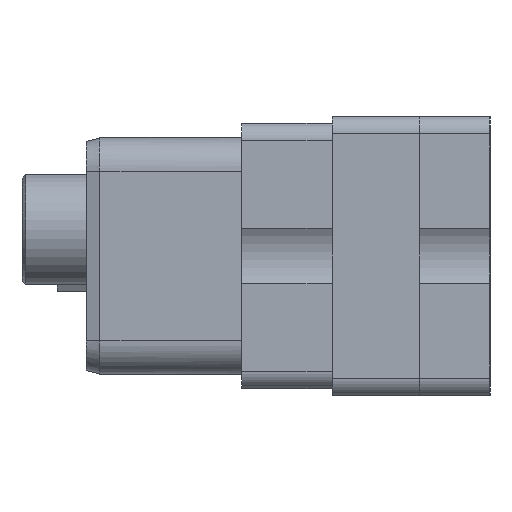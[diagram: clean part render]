
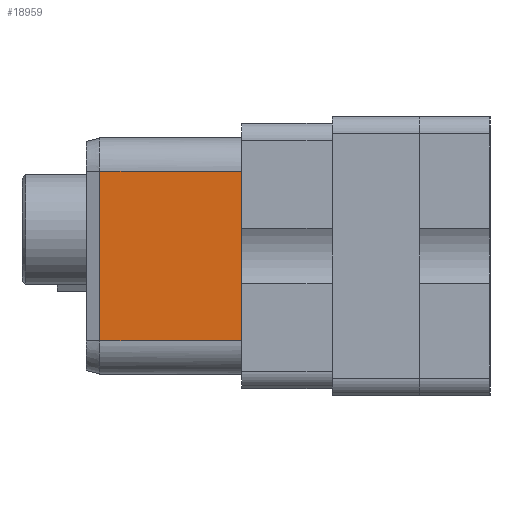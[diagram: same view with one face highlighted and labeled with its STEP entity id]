
A CAD part, left-side view. The second image highlights one B-rep face of the part: STEP entity #18959.
In plain terms, the highlighted planar face has unit normal (-1, 0.011, 0).
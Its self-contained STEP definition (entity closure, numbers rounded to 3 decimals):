
#2846=DIRECTION('',(-0.011,-1.,0.));
#2847=VECTOR('',#2846,8.075);
#2848=CARTESIAN_POINT('',(-36.079,8.09,-4.825));
#2849=LINE('',#2848,#2847);
#2878=CARTESIAN_POINT('',(-36.17,0.015,-4.825));
#2880=DIRECTION('',(0.,0.,1.));
#2881=VECTOR('',#2880,9.65);
#2882=CARTESIAN_POINT('',(-36.079,8.09,-4.825));
#2883=LINE('',#2882,#2881);
#2884=DIRECTION('',(-0.011,-1.,0.));
#2885=VECTOR('',#2884,8.075);
#2886=CARTESIAN_POINT('',(-36.079,8.09,4.825));
#2887=LINE('',#2886,#2885);
#2978=CARTESIAN_POINT('',(-36.17,0.015,4.825));
#3027=DIRECTION('',(0.,0.,1.));
#3028=VECTOR('',#3027,9.65);
#3029=CARTESIAN_POINT('',(-36.17,0.015,-4.825));
#3030=LINE('',#3029,#3028);
#13482=VERTEX_POINT('',#2878);
#13484=VERTEX_POINT('',#2978);
#13503=CARTESIAN_POINT('',(-36.079,8.09,-4.825));
#13504=VERTEX_POINT('',#13503);
#13505=CARTESIAN_POINT('',(-36.079,8.09,4.825));
#13506=VERTEX_POINT('',#13505);
#18946=CARTESIAN_POINT('',(-36.07,8.85,6.705));
#18947=DIRECTION('',(-1.,0.011,0.));
#18948=DIRECTION('',(-0.011,-1.,0.));
#18949=AXIS2_PLACEMENT_3D('',#18946,#18947,#18948);
#18950=PLANE('',#18949);
#18951=ORIENTED_EDGE('',*,*,#18939,.F.);
#18952=ORIENTED_EDGE('',*,*,#18777,.T.);
#18954=ORIENTED_EDGE('',*,*,#18953,.T.);
#18956=ORIENTED_EDGE('',*,*,#18955,.F.);
#18957=EDGE_LOOP('',(#18951,#18952,#18954,#18956));
#18958=FACE_OUTER_BOUND('',#18957,.F.);
#18959=ADVANCED_FACE('',(#18958),#18950,.T.);
#18777=EDGE_CURVE('',#13504,#13506,#2883,.T.);
#18939=EDGE_CURVE('',#13504,#13482,#2849,.T.);
#18953=EDGE_CURVE('',#13506,#13484,#2887,.T.);
#18955=EDGE_CURVE('',#13482,#13484,#3030,.T.);
